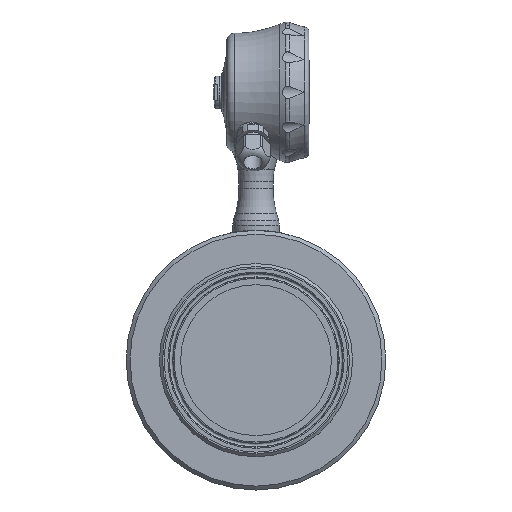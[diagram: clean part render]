
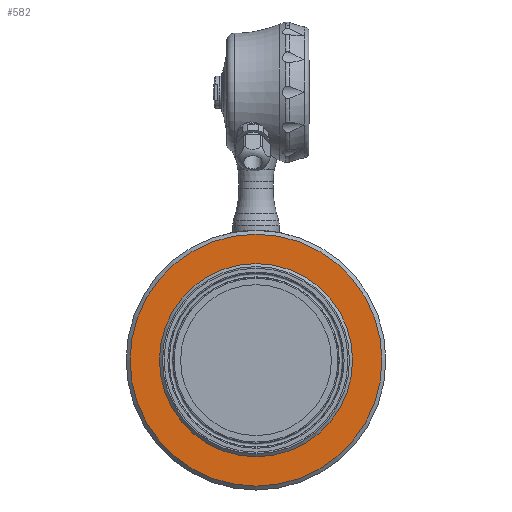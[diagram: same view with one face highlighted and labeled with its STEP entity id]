
A CAD part, front view. The second image highlights one B-rep face of the part: STEP entity #582.
In plain terms, the highlighted planar face has unit normal (0, -1, 0).
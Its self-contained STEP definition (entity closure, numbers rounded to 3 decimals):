
#582 = ADVANCED_FACE( '', ( #1665, #1666 ), #1667, .T. );
#1665 = FACE_OUTER_BOUND( '', #3392, .T. );
#1666 = FACE_BOUND( '', #3393, .T. );
#1667 = PLANE( '', #3394 );
#3392 = EDGE_LOOP( '', ( #5934 ) );
#3393 = EDGE_LOOP( '', ( #5935 ) );
#3394 = AXIS2_PLACEMENT_3D( '', #5936, #5937, #5938 );
#5934 = ORIENTED_EDGE( '', *, *, #10406, .T. );
#5935 = ORIENTED_EDGE( '', *, *, #10407, .F. );
#5936 = CARTESIAN_POINT( '', ( 0., -50., 62.5 ) );
#5937 = DIRECTION( '', ( 0., -1., 0. ) );
#5938 = DIRECTION( '', ( 0., 0., 1. ) );
#10406 = EDGE_CURVE( '', #12287, #12287, #12288, .T. );
#10407 = EDGE_CURVE( '', #12289, #12289, #12290, .T. );
#12287 = VERTEX_POINT( '', #15571 );
#12288 = CIRCLE( '', #15572, 81.5 );
#12289 = VERTEX_POINT( '', #15573 );
#12290 = CIRCLE( '', #15574, 62.5 );
#15571 = CARTESIAN_POINT( '', ( 0., -50., 81.5 ) );
#15572 = AXIS2_PLACEMENT_3D( '', #21522, #21523, #21524 );
#15573 = CARTESIAN_POINT( '', ( 0., -50., 62.5 ) );
#15574 = AXIS2_PLACEMENT_3D( '', #21525, #21526, #21527 );
#21522 = CARTESIAN_POINT( '', ( 0., -50., 0. ) );
#21523 = DIRECTION( '', ( 0., -1., 0. ) );
#21524 = DIRECTION( '', ( 0., 0., 1. ) );
#21525 = CARTESIAN_POINT( '', ( 0., -50., 0. ) );
#21526 = DIRECTION( '', ( 0., -1., 0. ) );
#21527 = DIRECTION( '', ( 0., 0., 1. ) );
